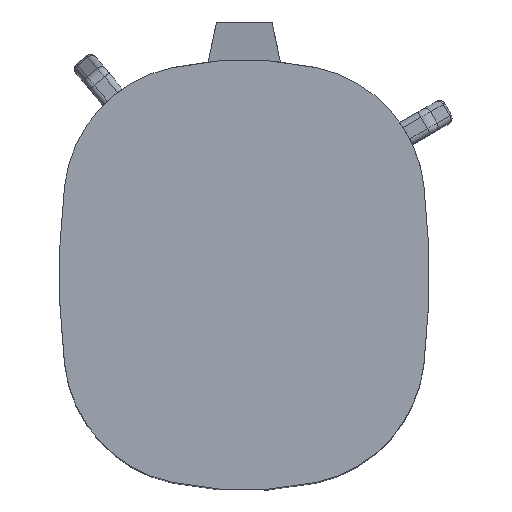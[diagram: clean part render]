
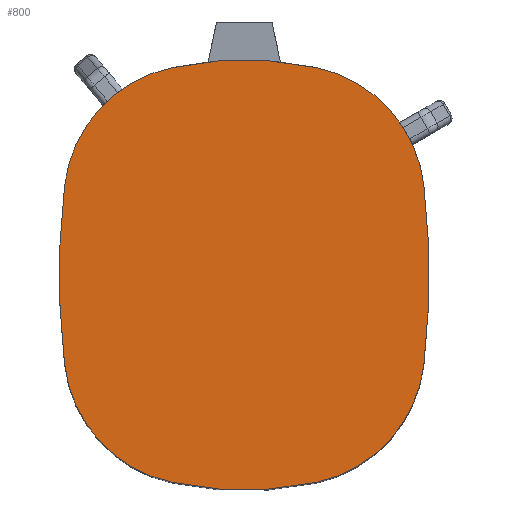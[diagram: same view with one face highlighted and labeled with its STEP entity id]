
A CAD part, top view. The second image highlights one B-rep face of the part: STEP entity #800.
In plain terms, the highlighted planar face has unit normal (0, 0, 1).
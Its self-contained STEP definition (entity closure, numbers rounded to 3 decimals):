
#10=CARTESIAN_POINT('',(-0.13,0.931,2.5));
#20=DIRECTION('',(0.,0.,1.));
#30=DIRECTION('',(1.,0.,0.));
#40=AXIS2_PLACEMENT_3D('',#10,#20,#30);
#50=PLANE('',#40);
#60=CARTESIAN_POINT('',(1.818,3.051,2.5));
#70=DIRECTION('',(0.,0.,1.));
#80=DIRECTION('',(1.,0.,0.));
#90=AXIS2_PLACEMENT_3D('',#60,#70,#80);
#100=CIRCLE('',#90,5.668);
#110=CARTESIAN_POINT('',(7.447,3.716,2.5));
#120=VERTEX_POINT('',#110);
#130=CARTESIAN_POINT('',(3.028,8.589,2.5));
#140=VERTEX_POINT('',#130);
#150=EDGE_CURVE('',#120,#140,#100,.T.);
#160=ORIENTED_EDGE('',*,*,#150,.T.);
#170=CARTESIAN_POINT('',(-24.01,0.,2.5));
#180=DIRECTION('',(0.,0.,1.));
#190=DIRECTION('',(1.,0.,0.));
#200=AXIS2_PLACEMENT_3D('',#170,#180,#190);
#210=CIRCLE('',#200,31.675);
#220=CARTESIAN_POINT('',(7.447,-3.716,2.5));
#230=VERTEX_POINT('',#220);
#240=EDGE_CURVE('',#230,#120,#210,.T.);
#250=ORIENTED_EDGE('',*,*,#240,.T.);
#260=CARTESIAN_POINT('',(1.818,-3.051,2.5));
#270=DIRECTION('',(0.,0.,1.));
#280=DIRECTION('',(1.,0.,0.));
#290=AXIS2_PLACEMENT_3D('',#260,#270,#280);
#300=CIRCLE('',#290,5.668);
#310=CARTESIAN_POINT('',(3.028,-8.589,2.5));
#320=VERTEX_POINT('',#310);
#330=EDGE_CURVE('',#320,#230,#300,.T.);
#340=ORIENTED_EDGE('',*,*,#330,.T.);
#350=CARTESIAN_POINT('',(0.,5.266,2.5));
#360=DIRECTION('',(0.,0.,1.));
#370=DIRECTION('',(1.,0.,0.));
#380=AXIS2_PLACEMENT_3D('',#350,#360,#370);
#390=CIRCLE('',#380,14.182);
#400=CARTESIAN_POINT('',(-3.028,-8.589,2.5));
#410=VERTEX_POINT('',#400);
#420=EDGE_CURVE('',#410,#320,#390,.T.);
#430=ORIENTED_EDGE('',*,*,#420,.T.);
#440=CARTESIAN_POINT('',(-1.818,-3.051,2.5));
#450=DIRECTION('',(0.,0.,1.));
#460=DIRECTION('',(1.,0.,0.));
#470=AXIS2_PLACEMENT_3D('',#440,#450,#460);
#480=CIRCLE('',#470,5.668);
#490=CARTESIAN_POINT('',(-7.447,-3.716,2.5));
#500=VERTEX_POINT('',#490);
#510=EDGE_CURVE('',#500,#410,#480,.T.);
#520=ORIENTED_EDGE('',*,*,#510,.T.);
#530=CARTESIAN_POINT('',(24.01,0.,2.5));
#540=DIRECTION('',(0.,0.,1.));
#550=DIRECTION('',(1.,0.,0.));
#560=AXIS2_PLACEMENT_3D('',#530,#540,#550);
#570=CIRCLE('',#560,31.675);
#580=CARTESIAN_POINT('',(-7.447,3.716,2.5));
#590=VERTEX_POINT('',#580);
#600=EDGE_CURVE('',#590,#500,#570,.T.);
#610=ORIENTED_EDGE('',*,*,#600,.T.);
#620=CARTESIAN_POINT('',(-1.818,3.051,2.5));
#630=DIRECTION('',(0.,0.,1.));
#640=DIRECTION('',(1.,0.,0.));
#650=AXIS2_PLACEMENT_3D('',#620,#630,#640);
#660=CIRCLE('',#650,5.668);
#670=CARTESIAN_POINT('',(-3.028,8.589,2.5));
#680=VERTEX_POINT('',#670);
#690=EDGE_CURVE('',#680,#590,#660,.T.);
#700=ORIENTED_EDGE('',*,*,#690,.T.);
#710=CARTESIAN_POINT('',(0.,-5.266,2.5));
#720=DIRECTION('',(0.,0.,1.));
#730=DIRECTION('',(1.,0.,0.));
#740=AXIS2_PLACEMENT_3D('',#710,#720,#730);
#750=CIRCLE('',#740,14.182);
#760=EDGE_CURVE('',#140,#680,#750,.T.);
#770=ORIENTED_EDGE('',*,*,#760,.T.);
#780=EDGE_LOOP('',(#770,#700,#610,#520,#430,#340,#250,#160));
#790=FACE_OUTER_BOUND('',#780,.T.);
#800=ADVANCED_FACE('',(#790),#50,.T.);
